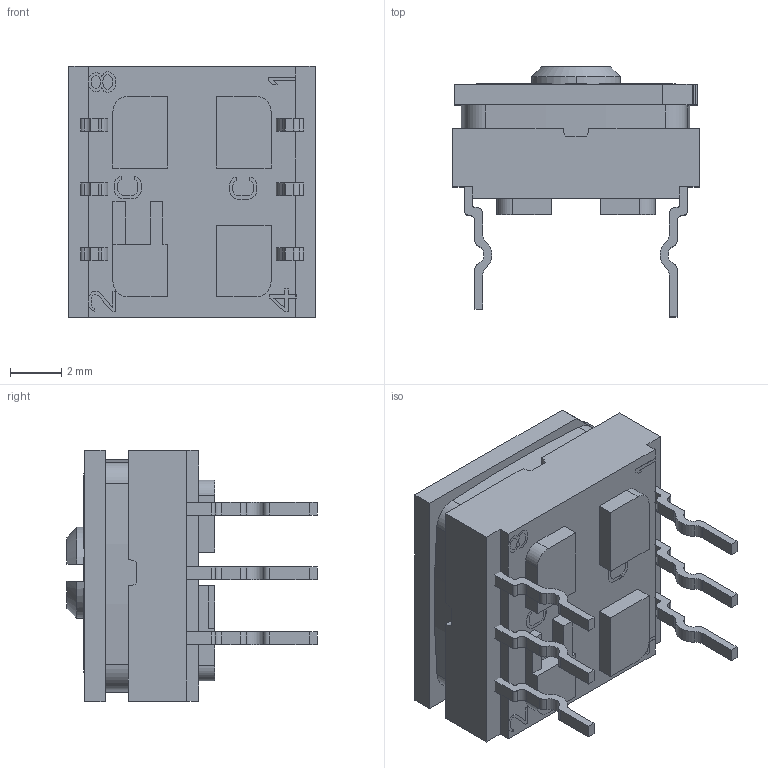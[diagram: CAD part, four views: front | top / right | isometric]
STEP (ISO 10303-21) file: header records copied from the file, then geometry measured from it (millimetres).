
FILE_DESCRIPTION((''),'2;1');
FILE_NAME('94HAB16T_ASM','2014-04-25T',('gdreher'),(''),'PRO/ENGINEER BY PARAMETRIC TECHNOLOGY CORPORATION, 2011490','PRO/ENGINEER BY PARAMETRIC TECHNOLOGY CORPORATION, 2011490','');
FILE_SCHEMA(('CONFIG_CONTROL_DESIGN'));
Length unit declared in the file: inch
Products named in the file (7): 944176; 943435_THROUGH_HOLE; 944176_THROUGH_HOLE_ASM; 942434_16POSITION; 948270-X; 94-16_COVER_A_ASM; 94HAB16T_ASM
Assembly tree (6 placements, depth 3):
  94HAB16T_ASM
    944176_THROUGH_HOLE_ASM
      944176
      943435_THROUGH_HOLE
    94-16_COVER_A_ASM
      942434_16POSITION
      948270-X
Bounding box: 9.65 x 9.8 x 9.86 mm (x, y, z)
Volume: 337.4 mm3; surface area: 1055.4 mm2
Topology: 8 solids, 8 shells, 1302 faces, 3707 edges, 2466 vertices
Faces by surface type: plane 1052, cylinder 188, bspline 50, cone 12
Entity records: 42827 total; most frequent: CARTESIAN_POINT 8711, ORIENTED_EDGE 7414, DIRECTION 6519, EDGE_CURVE 3707, VECTOR 3155, LINE 3155, VERTEX_POINT 2466, AXIS2_PLACEMENT_3D 1682
